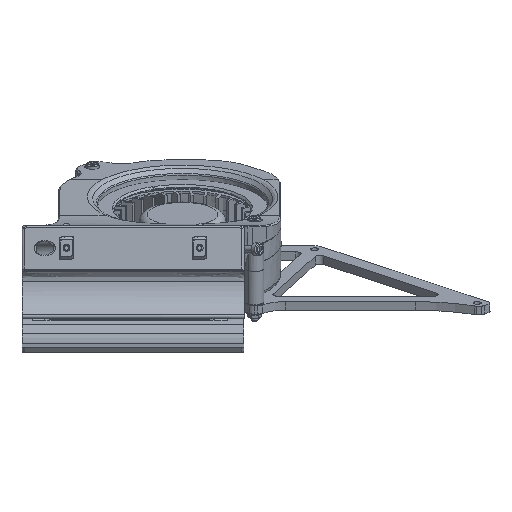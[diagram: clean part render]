
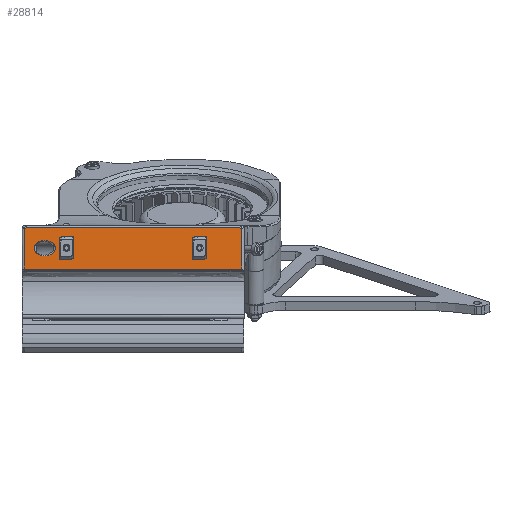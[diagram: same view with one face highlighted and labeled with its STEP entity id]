
A CAD part, front view. The second image highlights one B-rep face of the part: STEP entity #28814.
In plain terms, the highlighted planar face has unit normal (0, -1, 0.025).
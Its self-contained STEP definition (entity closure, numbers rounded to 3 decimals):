
#2161=B_SPLINE_CURVE_WITH_KNOTS('',3,(#108746,#108747,#108748,#108749,#108750,
#108751,#108752,#108753,#108754,#108755),.UNSPECIFIED.,.T.,.F.,(4,1,1,1,
1,1,1,4),(-3.142,-2.244,-1.346,-0.449,
0.449,1.346,2.244,3.142),
 .UNSPECIFIED.);
#2164=B_SPLINE_CURVE_WITH_KNOTS('',3,(#108837,#108838,#108839,#108840,#108841,
#108842,#108843,#108844,#108845,#108846,#108847,#108848,#108849,#108850,
#108851,#108852),.UNSPECIFIED.,.T.,.F.,(4,1,1,1,1,1,1,1,1,1,1,1,1,4),(-3.142,
-2.693,-2.244,-1.346,-0.898,
-0.449,-0.15,0.449,0.748,
1.047,1.346,2.244,2.693,3.142),
 .UNSPECIFIED.);
#2185=B_SPLINE_CURVE_WITH_KNOTS('',3,(#109253,#109254,#109255,#109256,#109257,
#109258,#109259,#109260,#109261,#109262),.UNSPECIFIED.,.T.,.F.,(4,1,1,1,
1,1,1,4),(-3.142,-2.244,-1.346,-0.449,
0.449,1.346,2.244,3.142),
 .UNSPECIFIED.);
#4131=LINE('',#108866,#6123);
#4165=LINE('',#109627,#6157);
#4167=LINE('',#109818,#6159);
#4168=LINE('',#109822,#6160);
#4169=LINE('',#109823,#6161);
#4170=LINE('',#109824,#6162);
#6123=VECTOR('',#36798,10.);
#6157=VECTOR('',#36898,10.);
#6159=VECTOR('',#36900,10.);
#6160=VECTOR('',#36903,10.);
#6161=VECTOR('',#36904,10.);
#6162=VECTOR('',#36905,10.);
#6726=FACE_BOUND('',#9913,.T.);
#6727=FACE_BOUND('',#9914,.T.);
#6728=FACE_BOUND('',#9915,.T.);
#8220=FACE_OUTER_BOUND('',#9912,.T.);
#9912=EDGE_LOOP('',(#26059,#26060,#26061,#26062,#26063,#26064));
#9913=EDGE_LOOP('',(#26065));
#9914=EDGE_LOOP('',(#26066));
#9915=EDGE_LOOP('',(#26067));
#13478=VERTEX_POINT('',#108744);
#13480=VERTEX_POINT('',#108835);
#13482=VERTEX_POINT('',#108856);
#13483=VERTEX_POINT('',#108865);
#13507=VERTEX_POINT('',#109235);
#13530=VERTEX_POINT('',#109544);
#13532=VERTEX_POINT('',#109726);
#13533=VERTEX_POINT('',#109820);
#13534=VERTEX_POINT('',#109821);
#17664=EDGE_CURVE('',#13478,#13478,#2161,.T.);
#17668=EDGE_CURVE('',#13480,#13480,#2164,.T.);
#17671=EDGE_CURVE('',#13482,#13483,#4131,.T.);
#17725=EDGE_CURVE('',#13507,#13507,#2185,.T.);
#17753=EDGE_CURVE('',#13530,#13482,#4165,.T.);
#17758=EDGE_CURVE('',#13532,#13530,#4167,.T.);
#17759=EDGE_CURVE('',#13533,#13534,#4168,.T.);
#17760=EDGE_CURVE('',#13483,#13533,#4169,.T.);
#17761=EDGE_CURVE('',#13534,#13532,#4170,.T.);
#26059=ORIENTED_EDGE('',*,*,#17759,.F.);
#26060=ORIENTED_EDGE('',*,*,#17760,.F.);
#26061=ORIENTED_EDGE('',*,*,#17671,.F.);
#26062=ORIENTED_EDGE('',*,*,#17753,.F.);
#26063=ORIENTED_EDGE('',*,*,#17758,.F.);
#26064=ORIENTED_EDGE('',*,*,#17761,.F.);
#26065=ORIENTED_EDGE('',*,*,#17668,.F.);
#26066=ORIENTED_EDGE('',*,*,#17664,.F.);
#26067=ORIENTED_EDGE('',*,*,#17725,.F.);
#27303=PLANE('',#31040);
#28814=ADVANCED_FACE('',(#8220,#6726,#6727,#6728),#27303,.T.);
#31040=AXIS2_PLACEMENT_3D('',#109819,#36901,#36902);
#36798=DIRECTION('',(-1.,0.,0.));
#36898=DIRECTION('',(0.,-0.025,-1.));
#36900=DIRECTION('',(0.769,-0.016,-0.639));
#36901=DIRECTION('center_axis',(0.,-1.,
0.025));
#36902=DIRECTION('ref_axis',(0.,-0.025,-1.));
#36903=DIRECTION('',(0.769,0.016,0.639));
#36904=DIRECTION('',(0.,0.025,1.));
#36905=DIRECTION('',(1.,0.,0.));
#108744=CARTESIAN_POINT('',(-51.879,299.157,126.957));
#108746=CARTESIAN_POINT('Ctrl Pts',(-51.879,299.157,
126.957));
#108747=CARTESIAN_POINT('Ctrl Pts',(-51.208,299.157,
126.957));
#108748=CARTESIAN_POINT('Ctrl Pts',(-49.87,299.173,127.6));
#108749=CARTESIAN_POINT('Ctrl Pts',(-49.38,299.228,
129.77));
#108750=CARTESIAN_POINT('Ctrl Pts',(-50.764,299.272,
131.516));
#108751=CARTESIAN_POINT('Ctrl Pts',(-52.991,299.272,
131.508));
#108752=CARTESIAN_POINT('Ctrl Pts',(-54.387,299.228,
129.772));
#108753=CARTESIAN_POINT('Ctrl Pts',(-53.883,299.173,
127.6));
#108754=CARTESIAN_POINT('Ctrl Pts',(-52.55,299.157,
126.957));
#108755=CARTESIAN_POINT('Ctrl Pts',(-51.879,299.157,
126.957));
#108835=CARTESIAN_POINT('',(-66.109,299.21,129.07));
#108837=CARTESIAN_POINT('Ctrl Pts',(-66.109,299.21,
129.07));
#108838=CARTESIAN_POINT('Ctrl Pts',(-66.109,299.197,
128.536));
#108839=CARTESIAN_POINT('Ctrl Pts',(-65.758,299.17,127.48));
#108840=CARTESIAN_POINT('Ctrl Pts',(-63.943,299.129,
125.882));
#108841=CARTESIAN_POINT('Ctrl Pts',(-61.062,299.118,125.421));
#108842=CARTESIAN_POINT('Ctrl Pts',(-58.536,299.14,
126.286));
#108843=CARTESIAN_POINT('Ctrl Pts',(-57.329,299.166,
127.342));
#108844=CARTESIAN_POINT('Ctrl Pts',(-56.653,299.205,
128.866));
#108845=CARTESIAN_POINT('Ctrl Pts',(-56.972,299.243,130.348));
#108846=CARTESIAN_POINT('Ctrl Pts',(-58.068,299.271,
131.464));
#108847=CARTESIAN_POINT('Ctrl Pts',(-59.161,299.286,
132.08));
#108848=CARTESIAN_POINT('Ctrl Pts',(-61.3,299.302,
132.675));
#108849=CARTESIAN_POINT('Ctrl Pts',(-63.944,299.291,
132.261));
#108850=CARTESIAN_POINT('Ctrl Pts',(-65.758,299.25,
130.66));
#108851=CARTESIAN_POINT('Ctrl Pts',(-66.109,299.224,
129.603));
#108852=CARTESIAN_POINT('Ctrl Pts',(-66.109,299.21,
129.07));
#108856=CARTESIAN_POINT('',(24.994,298.98,119.974));
#108865=CARTESIAN_POINT('',(-70.388,298.98,119.974));
#108866=CARTESIAN_POINT('',(-55.438,298.98,119.974));
#109235=CARTESIAN_POINT('',(6.485,299.157,126.957));
#109253=CARTESIAN_POINT('Ctrl Pts',(6.485,299.157,126.957));
#109254=CARTESIAN_POINT('Ctrl Pts',(7.156,299.157,126.957));
#109255=CARTESIAN_POINT('Ctrl Pts',(8.489,299.173,127.6));
#109256=CARTESIAN_POINT('Ctrl Pts',(8.993,299.228,129.772));
#109257=CARTESIAN_POINT('Ctrl Pts',(7.597,299.272,131.508));
#109258=CARTESIAN_POINT('Ctrl Pts',(5.37,299.272,131.516));
#109259=CARTESIAN_POINT('Ctrl Pts',(3.986,299.228,129.77));
#109260=CARTESIAN_POINT('Ctrl Pts',(4.476,299.173,127.6));
#109261=CARTESIAN_POINT('Ctrl Pts',(5.814,299.157,126.957));
#109262=CARTESIAN_POINT('Ctrl Pts',(6.485,299.157,126.957));
#109544=CARTESIAN_POINT('',(24.994,299.424,137.516));
#109627=CARTESIAN_POINT('',(24.994,299.318,133.343));
#109726=CARTESIAN_POINT('',(24.001,299.445,138.342));
#109818=CARTESIAN_POINT('',(24.498,299.435,137.929));
#109819=CARTESIAN_POINT('Origin',(-55.438,299.462,139.009));
#109820=CARTESIAN_POINT('',(-70.388,299.424,137.516));
#109821=CARTESIAN_POINT('',(-69.395,299.445,138.342));
#109822=CARTESIAN_POINT('',(-69.892,299.435,137.929));
#109823=CARTESIAN_POINT('',(-70.388,299.317,133.274));
#109824=CARTESIAN_POINT('',(-55.438,299.445,138.342));
